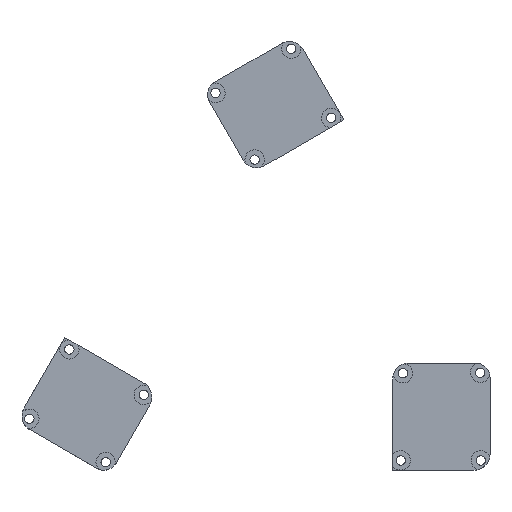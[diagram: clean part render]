
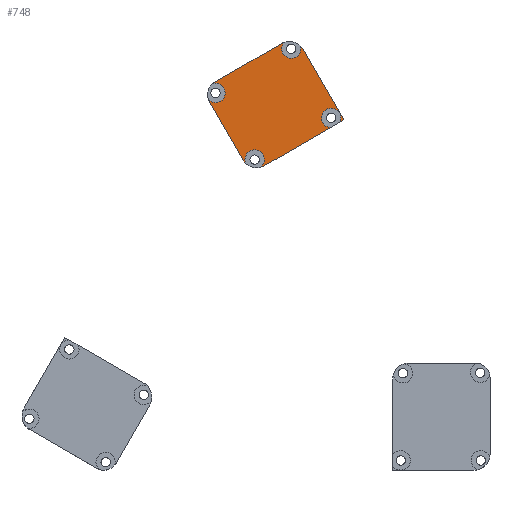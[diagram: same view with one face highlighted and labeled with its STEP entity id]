
A CAD part, top view. The second image highlights one B-rep face of the part: STEP entity #748.
In plain terms, the highlighted planar face has unit normal (0, 0, 1).
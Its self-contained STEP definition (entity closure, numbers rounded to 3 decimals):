
#69=CARTESIAN_POINT('',(11.221,80.565,55.));
#70=VERTEX_POINT('',#69);
#77=CARTESIAN_POINT('',(23.818,58.745,55.));
#78=VERTEX_POINT('',#77);
#79=CARTESIAN_POINT('',(23.818,58.745,55.));
#80=DIRECTION('',(-0.5,0.866,0.));
#81=VECTOR('',#80,25.195);
#82=LINE('',#79,#81);
#83=EDGE_CURVE('',#78,#70,#82,.T.);
#156=CARTESIAN_POINT('',(-16.281,70.46,55.));
#157=VERTEX_POINT('',#156);
#164=CARTESIAN_POINT('',(4.391,82.395,55.));
#165=VERTEX_POINT('',#164);
#166=CARTESIAN_POINT('',(4.391,82.395,55.));
#167=DIRECTION('',(-0.866,-0.5,0.));
#168=VECTOR('',#167,23.87);
#169=LINE('',#166,#168);
#170=EDGE_CURVE('',#165,#157,#169,.T.);
#186=CARTESIAN_POINT('',(-7.52,46.425,55.));
#187=VERTEX_POINT('',#186);
#204=CARTESIAN_POINT('',(-17.783,64.2,55.));
#205=VERTEX_POINT('',#204);
#212=CARTESIAN_POINT('',(-7.52,46.425,55.));
#213=DIRECTION('',(-0.5,0.866,0.));
#214=VECTOR('',#213,20.525);
#215=LINE('',#212,#214);
#216=EDGE_CURVE('',#187,#205,#215,.T.);
#472=CARTESIAN_POINT('',(5.15,82.753,55.));
#473=VERTEX_POINT('',#472);
#474=CARTESIAN_POINT('',(6.891,78.065,55.));
#475=DIRECTION('',(-0.348,0.937,0.));
#476=DIRECTION('',(0.,0.,1.));
#477=AXIS2_PLACEMENT_3D('',#474,#476,#475);
#478=CIRCLE('',#477,5.);
#479=EDGE_CURVE('',#473,#165,#478,.T.);
#498=CARTESIAN_POINT('',(10.363,81.663,55.));
#499=VERTEX_POINT('',#498);
#506=CARTESIAN_POINT('',(6.891,78.065,55.));
#507=DIRECTION('',(0.866,0.5,0.));
#508=DIRECTION('',(0.,0.,1.));
#509=AXIS2_PLACEMENT_3D('',#506,#508,#507);
#510=CIRCLE('',#509,5.);
#511=EDGE_CURVE('',#70,#499,#510,.T.);
#524=CARTESIAN_POINT('',(-0.69,44.595,55.));
#525=VERTEX_POINT('',#524);
#532=CARTESIAN_POINT('',(19.698,56.366,55.));
#533=VERTEX_POINT('',#532);
#534=CARTESIAN_POINT('',(19.698,56.366,55.));
#535=DIRECTION('',(-0.866,-0.5,0.));
#536=VECTOR('',#535,23.542);
#537=LINE('',#534,#536);
#538=EDGE_CURVE('',#533,#525,#537,.T.);
#556=CARTESIAN_POINT('',(22.57,58.024,55.));
#557=VERTEX_POINT('',#556);
#564=CARTESIAN_POINT('',(23.818,58.745,55.));
#565=DIRECTION('',(-0.866,-0.5,0.));
#566=VECTOR('',#565,1.442);
#567=LINE('',#564,#566);
#568=EDGE_CURVE('',#78,#557,#567,.T.);
#596=CARTESIAN_POINT('',(-17.029,69.932,55.));
#597=VERTEX_POINT('',#596);
#604=CARTESIAN_POINT('',(-13.781,66.13,55.));
#605=DIRECTION('',(-0.5,0.866,0.));
#606=DIRECTION('',(0.,0.,1.));
#607=AXIS2_PLACEMENT_3D('',#604,#606,#605);
#608=CIRCLE('',#607,5.);
#609=EDGE_CURVE('',#157,#597,#608,.T.);
#620=CARTESIAN_POINT('',(-18.155,65.003,55.));
#621=VERTEX_POINT('',#620);
#622=CARTESIAN_POINT('',(-13.452,66.7,55.));
#623=DIRECTION('',(-0.866,-0.5,0.));
#624=DIRECTION('',(0.,0.,-1.));
#625=AXIS2_PLACEMENT_3D('',#622,#624,#623);
#626=CIRCLE('',#625,5.);
#627=EDGE_CURVE('',#205,#621,#626,.T.);
#655=CARTESIAN_POINT('',(-2.047,44.058,55.));
#656=VERTEX_POINT('',#655);
#657=CARTESIAN_POINT('',(-3.19,48.925,55.));
#658=DIRECTION('',(0.5,-0.866,0.));
#659=DIRECTION('',(0.,0.,-1.));
#660=AXIS2_PLACEMENT_3D('',#657,#659,#658);
#661=CIRCLE('',#660,5.);
#662=EDGE_CURVE('',#525,#656,#661,.T.);
#681=CARTESIAN_POINT('',(-6.667,45.332,55.));
#682=VERTEX_POINT('',#681);
#689=CARTESIAN_POINT('',(-3.19,48.925,55.));
#690=DIRECTION('',(-0.695,-0.719,0.));
#691=DIRECTION('',(0.,0.,-1.));
#692=AXIS2_PLACEMENT_3D('',#689,#691,#690);
#693=CIRCLE('',#692,5.);
#694=EDGE_CURVE('',#682,#187,#693,.T.);
#702=CARTESIAN_POINT('',(2.35,62.763,55.));
#703=DIRECTION('',(0.,1.,0.));
#704=DIRECTION('',(0.,0.,1.));
#705=AXIS2_PLACEMENT_3D('',#702,#704,#703);
#706=PLANE('',#705);
#707=ORIENTED_EDGE('',*,*,#511,.T.);
#708=CARTESIAN_POINT('',(7.474,80.855,55.));
#709=DIRECTION('',(0.963,0.269,0.));
#710=DIRECTION('',(0.,0.,-1.));
#711=AXIS2_PLACEMENT_3D('',#708,#710,#709);
#712=CIRCLE('',#711,3.);
#713=EDGE_CURVE('',#499,#473,#712,.T.);
#714=ORIENTED_EDGE('E189',*,*,#713,.T.);
#715=ORIENTED_EDGE('E189',*,*,#479,.T.);
#716=ORIENTED_EDGE('E189',*,*,#170,.T.);
#717=ORIENTED_EDGE('E189',*,*,#609,.T.);
#718=CARTESIAN_POINT('',(-16.018,67.107,55.));
#719=DIRECTION('',(-0.337,0.941,0.));
#720=DIRECTION('',(0.,0.,-1.));
#721=AXIS2_PLACEMENT_3D('',#718,#720,#719);
#722=CIRCLE('',#721,3.);
#723=EDGE_CURVE('',#597,#621,#722,.T.);
#724=ORIENTED_EDGE('E187',*,*,#723,.T.);
#725=ORIENTED_EDGE('E187',*,*,#627,.F.);
#726=ORIENTED_EDGE('E187',*,*,#216,.F.);
#727=ORIENTED_EDGE('E187',*,*,#694,.F.);
#728=CARTESIAN_POINT('',(-3.877,46.435,55.));
#729=DIRECTION('',(0.61,-0.792,0.));
#730=DIRECTION('',(0.,0.,1.));
#731=AXIS2_PLACEMENT_3D('',#728,#730,#729);
#732=CIRCLE('',#731,3.);
#733=EDGE_CURVE('',#656,#682,#732,.T.);
#734=ORIENTED_EDGE('E194',*,*,#733,.F.);
#735=ORIENTED_EDGE('E194',*,*,#662,.F.);
#736=ORIENTED_EDGE('E194',*,*,#538,.F.);
#737=CARTESIAN_POINT('',(19.884,59.36,55.));
#738=DIRECTION('',(0.895,-0.445,0.));
#739=DIRECTION('',(0.,0.,1.));
#740=AXIS2_PLACEMENT_3D('',#737,#739,#738);
#741=CIRCLE('',#740,3.);
#742=EDGE_CURVE('',#557,#533,#741,.T.);
#743=ORIENTED_EDGE('E195',*,*,#742,.F.);
#744=ORIENTED_EDGE('E195',*,*,#568,.F.);
#745=ORIENTED_EDGE('E195',*,*,#83,.T.);
#746=EDGE_LOOP('',(#707,#714,#715,#716,#717,#724,#725,#726,#727,#734,#735,#736,#743,#744,#745));
#747=FACE_OUTER_BOUND('',#746,.T.);
#748=ADVANCED_FACE('F347',(#747),#706,.T.);
